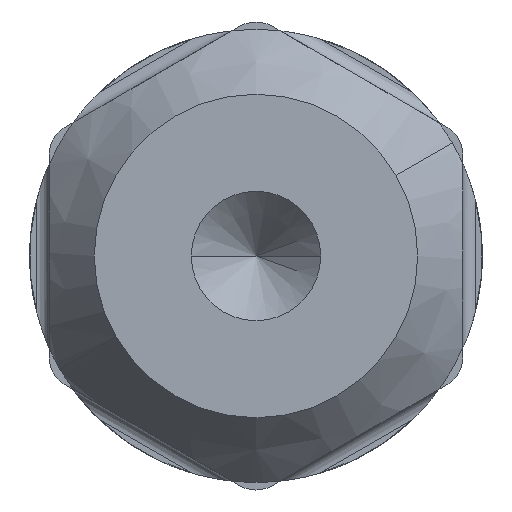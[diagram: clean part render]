
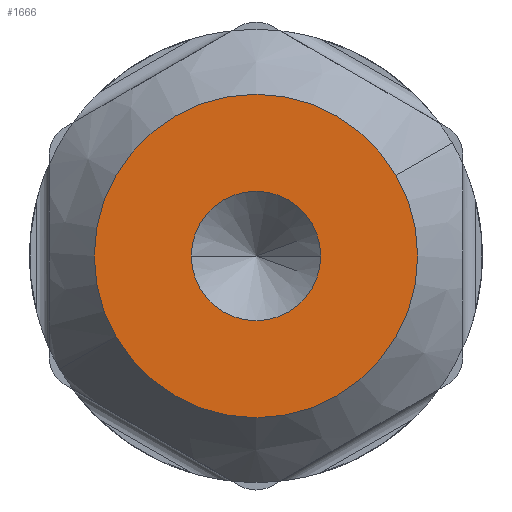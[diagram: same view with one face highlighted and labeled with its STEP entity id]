
A CAD part, front view. The second image highlights one B-rep face of the part: STEP entity #1666.
In plain terms, the highlighted planar face has unit normal (0, -1, 0).
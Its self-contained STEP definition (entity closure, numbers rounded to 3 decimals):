
#55 = CARTESIAN_POINT ( 'NONE',  ( 0., 0., 0. ) ) ;
#64 = AXIS2_PLACEMENT_3D ( 'NONE', #55, #1352, #8207 ) ;
#313 = VERTEX_POINT ( 'NONE', #5369 ) ;
#448 = CIRCLE ( 'NONE', #6607, 1. ) ;
#543 = DIRECTION ( 'NONE',  ( 0., -1., 0. ) ) ;
#559 = CIRCLE ( 'NONE', #8410, 2.5 ) ;
#1140 = CARTESIAN_POINT ( 'NONE',  ( 0., 0., 0. ) ) ;
#1150 = VERTEX_POINT ( 'NONE', #5508 ) ;
#1152 = EDGE_LOOP ( 'NONE', ( #3376, #5342 ) ) ;
#1352 = DIRECTION ( 'NONE',  ( 0., -1., 0. ) ) ;
#1354 = AXIS2_PLACEMENT_3D ( 'NONE', #1140, #8122, #3210 ) ;
#1413 = VERTEX_POINT ( 'NONE', #8026 ) ;
#1658 = VERTEX_POINT ( 'NONE', #5570 ) ;
#1666 = ADVANCED_FACE ( 'NONE', ( #8288, #4145 ), #2795, .T. ) ;
#2795 = PLANE ( 'NONE',  #6467 ) ;
#3210 = DIRECTION ( 'NONE',  ( 1., 0., 0. ) ) ;
#3376 = ORIENTED_EDGE ( 'NONE', *, *, #4090, .F. ) ;
#3497 = EDGE_LOOP ( 'NONE', ( #5596, #6493 ) ) ;
#3591 = EDGE_CURVE ( 'NONE', #1658, #1150, #6658, .T. ) ;
#3795 = DIRECTION ( 'NONE',  ( 1., 0., 0. ) ) ;
#3961 = DIRECTION ( 'NONE',  ( 0., 0., 1. ) ) ;
#4090 = EDGE_CURVE ( 'NONE', #1150, #1658, #448, .T. ) ;
#4145 = FACE_OUTER_BOUND ( 'NONE', #3497, .T. ) ;
#4857 = DIRECTION ( 'NONE',  ( -0.866, 0., -0.5 ) ) ;
#5172 = CARTESIAN_POINT ( 'NONE',  ( 0., 0., 0. ) ) ;
#5230 = CIRCLE ( 'NONE', #64, 2.5 ) ;
#5340 = CARTESIAN_POINT ( 'NONE',  ( 0., 0., 0. ) ) ;
#5342 = ORIENTED_EDGE ( 'NONE', *, *, #3591, .F. ) ;
#5369 = CARTESIAN_POINT ( 'NONE',  ( -2.165, 0., -1.25 ) ) ;
#5508 = CARTESIAN_POINT ( 'NONE',  ( 1., 0., 0. ) ) ;
#5570 = CARTESIAN_POINT ( 'NONE',  ( -1., 0., 0. ) ) ;
#5596 = ORIENTED_EDGE ( 'NONE', *, *, #8670, .T. ) ;
#5709 = EDGE_CURVE ( 'NONE', #313, #1413, #5230, .T. ) ;
#6467 = AXIS2_PLACEMENT_3D ( 'NONE', #6869, #7626, #4857 ) ;
#6493 = ORIENTED_EDGE ( 'NONE', *, *, #5709, .T. ) ;
#6607 = AXIS2_PLACEMENT_3D ( 'NONE', #5172, #7229, #3795 ) ;
#6658 = CIRCLE ( 'NONE', #1354, 1. ) ;
#6869 = CARTESIAN_POINT ( 'NONE',  ( 0., 0., 0. ) ) ;
#7229 = DIRECTION ( 'NONE',  ( 0., -1., 0. ) ) ;
#7626 = DIRECTION ( 'NONE',  ( 0., -1., 0. ) ) ;
#8026 = CARTESIAN_POINT ( 'NONE',  ( 2.165, 0., 1.25 ) ) ;
#8122 = DIRECTION ( 'NONE',  ( 0., -1., 0. ) ) ;
#8207 = DIRECTION ( 'NONE',  ( 0., 0., 1. ) ) ;
#8288 = FACE_BOUND ( 'NONE', #1152, .T. ) ;
#8410 = AXIS2_PLACEMENT_3D ( 'NONE', #5340, #543, #3961 ) ;
#8670 = EDGE_CURVE ( 'NONE', #1413, #313, #559, .T. ) ;
